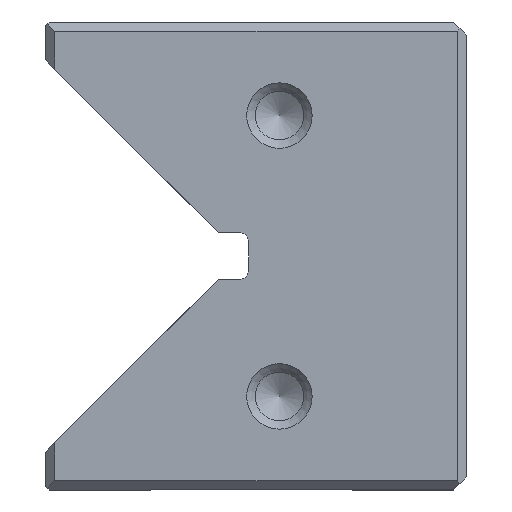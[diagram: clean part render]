
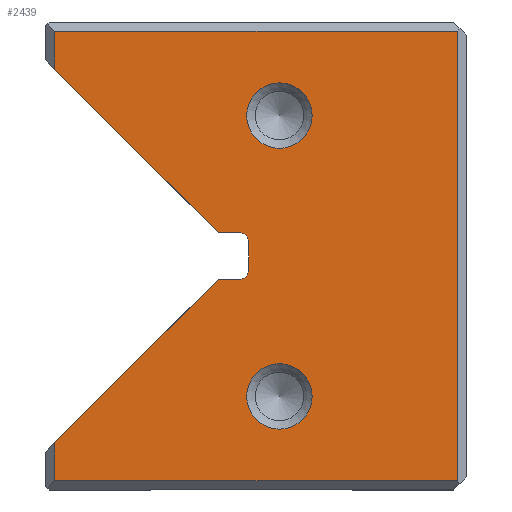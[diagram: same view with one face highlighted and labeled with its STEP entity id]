
A CAD part, left-side view. The second image highlights one B-rep face of the part: STEP entity #2439.
In plain terms, the highlighted planar face has unit normal (-1, 0, 0).
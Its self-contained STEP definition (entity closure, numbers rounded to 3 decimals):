
#2439=ADVANCED_FACE('',(#3252,#3253,#3254),#2783,.T.);
#2783=PLANE('',#8301);
#3011=CIRCLE('',#8297,3.5);
#3012=CIRCLE('',#8298,3.5);
#3013=CIRCLE('',#8299,1.);
#3014=CIRCLE('',#8300,1.);
#3252=FACE_BOUND('',#3362,.T.);
#3253=FACE_BOUND('',#3363,.T.);
#3254=FACE_BOUND('',#3364,.T.);
#3362=EDGE_LOOP('',(#3982));
#3363=EDGE_LOOP('',(#3983));
#3364=EDGE_LOOP('',(#3984,#3985,#3986,#3987,#3988,#3989,#3990,#3991,#3992,
#3993,#3994,#3995));
#3982=ORIENTED_EDGE('',*,*,#6332,.F.);
#3983=ORIENTED_EDGE('',*,*,#6333,.T.);
#3984=ORIENTED_EDGE('',*,*,#6334,.T.);
#3985=ORIENTED_EDGE('',*,*,#6335,.T.);
#3986=ORIENTED_EDGE('',*,*,#6336,.T.);
#3987=ORIENTED_EDGE('',*,*,#6337,.T.);
#3988=ORIENTED_EDGE('',*,*,#6338,.T.);
#3989=ORIENTED_EDGE('',*,*,#6339,.T.);
#3990=ORIENTED_EDGE('',*,*,#6340,.T.);
#3991=ORIENTED_EDGE('',*,*,#6341,.T.);
#3992=ORIENTED_EDGE('',*,*,#6342,.T.);
#3993=ORIENTED_EDGE('',*,*,#6343,.T.);
#3994=ORIENTED_EDGE('',*,*,#6344,.F.);
#3995=ORIENTED_EDGE('',*,*,#6345,.F.);
#5734=VERTEX_POINT('',#10544);
#5735=VERTEX_POINT('',#10546);
#5736=VERTEX_POINT('',#10548);
#5737=VERTEX_POINT('',#10549);
#5738=VERTEX_POINT('',#10551);
#5739=VERTEX_POINT('',#10553);
#5740=VERTEX_POINT('',#10555);
#5741=VERTEX_POINT('',#10557);
#5742=VERTEX_POINT('',#10559);
#5743=VERTEX_POINT('',#10561);
#5744=VERTEX_POINT('',#10563);
#5745=VERTEX_POINT('',#10565);
#5746=VERTEX_POINT('',#10567);
#5747=VERTEX_POINT('',#10569);
#6332=EDGE_CURVE('',#5734,#5734,#3011,.T.);
#6333=EDGE_CURVE('',#5735,#5735,#3012,.T.);
#6334=EDGE_CURVE('',#5736,#5737,#7129,.T.);
#6335=EDGE_CURVE('',#5737,#5738,#7130,.T.);
#6336=EDGE_CURVE('',#5738,#5739,#7131,.T.);
#6337=EDGE_CURVE('',#5739,#5740,#7132,.T.);
#6338=EDGE_CURVE('',#5740,#5741,#7133,.T.);
#6339=EDGE_CURVE('',#5741,#5742,#7134,.T.);
#6340=EDGE_CURVE('',#5742,#5743,#7135,.T.);
#6341=EDGE_CURVE('',#5743,#5744,#3013,.T.);
#6342=EDGE_CURVE('',#5744,#5745,#7136,.T.);
#6343=EDGE_CURVE('',#5745,#5746,#3014,.T.);
#6344=EDGE_CURVE('',#5747,#5746,#7137,.T.);
#6345=EDGE_CURVE('',#5736,#5747,#7138,.T.);
#7129=LINE('',#10547,#7791);
#7130=LINE('',#10550,#7792);
#7131=LINE('',#10552,#7793);
#7132=LINE('',#10554,#7794);
#7133=LINE('',#10556,#7795);
#7134=LINE('',#10558,#7796);
#7135=LINE('',#10560,#7797);
#7136=LINE('',#10564,#7798);
#7137=LINE('',#10568,#7799);
#7138=LINE('',#10570,#7800);
#7791=VECTOR('',#8760,1.);
#7792=VECTOR('',#8761,1.);
#7793=VECTOR('',#8762,1.);
#7794=VECTOR('',#8763,1.);
#7795=VECTOR('',#8764,1.);
#7796=VECTOR('',#8765,1.);
#7797=VECTOR('',#8766,1.);
#7798=VECTOR('',#8769,1.);
#7799=VECTOR('',#8772,1.);
#7800=VECTOR('',#8773,1.);
#8297=AXIS2_PLACEMENT_3D('',#10543,#8756,#8757);
#8298=AXIS2_PLACEMENT_3D('',#10545,#8758,#8759);
#8299=AXIS2_PLACEMENT_3D('',#10562,#8767,#8768);
#8300=AXIS2_PLACEMENT_3D('',#10566,#8770,#8771);
#8301=AXIS2_PLACEMENT_3D('',#10571,#8774,#8775);
#8756=DIRECTION('',(-1.,0.,0.));
#8757=DIRECTION('',(0.,0.,1.));
#8758=DIRECTION('',(1.,0.,0.));
#8759=DIRECTION('',(0.,0.,-1.));
#8760=DIRECTION('',(0.,0.,-1.));
#8761=DIRECTION('',(0.,-1.,0.));
#8762=DIRECTION('',(0.,0.,1.));
#8763=DIRECTION('',(0.,1.,0.));
#8764=DIRECTION('',(0.,0.,-1.));
#8765=DIRECTION('',(0.,-0.707,-0.707));
#8766=DIRECTION('',(0.,-1.,0.));
#8767=DIRECTION('',(1.,0.,0.));
#8768=DIRECTION('',(0.,0.,1.));
#8769=DIRECTION('',(0.,0.,-1.));
#8770=DIRECTION('',(1.,0.,0.));
#8771=DIRECTION('',(0.,0.,1.));
#8772=DIRECTION('',(0.,-1.,0.));
#8773=DIRECTION('',(0.,-0.707,0.707));
#8774=DIRECTION('',(-1.,0.,0.));
#8775=DIRECTION('',(0.,0.,-1.));
#10543=CARTESIAN_POINT('',(0.,20.,40.));
#10544=CARTESIAN_POINT('',(0.,20.,43.5));
#10545=CARTESIAN_POINT('',(0.,20.,10.));
#10546=CARTESIAN_POINT('',(0.,20.,6.5));
#10547=CARTESIAN_POINT('',(0.,44.,0.));
#10548=CARTESIAN_POINT('',(0.,44.,5.048));
#10549=CARTESIAN_POINT('',(0.,44.,1.));
#10550=CARTESIAN_POINT('',(0.,22.5,1.));
#10551=CARTESIAN_POINT('',(0.,1.,1.));
#10552=CARTESIAN_POINT('',(0.,1.,0.));
#10553=CARTESIAN_POINT('',(0.,1.,49.));
#10554=CARTESIAN_POINT('',(0.,22.5,49.));
#10555=CARTESIAN_POINT('',(0.,44.,49.));
#10556=CARTESIAN_POINT('',(0.,44.,0.));
#10557=CARTESIAN_POINT('',(0.,44.,44.952));
#10558=CARTESIAN_POINT('',(0.,45.,45.952));
#10559=CARTESIAN_POINT('',(0.,26.548,27.5));
#10560=CARTESIAN_POINT('',(0.,23.3,27.5));
#10561=CARTESIAN_POINT('',(0.,24.3,27.5));
#10562=CARTESIAN_POINT('',(0.,24.3,26.5));
#10563=CARTESIAN_POINT('',(0.,23.3,26.5));
#10564=CARTESIAN_POINT('',(0.,23.3,27.5));
#10565=CARTESIAN_POINT('',(0.,23.3,23.5));
#10566=CARTESIAN_POINT('',(0.,24.3,23.5));
#10567=CARTESIAN_POINT('',(0.,24.3,22.5));
#10568=CARTESIAN_POINT('',(0.,23.3,22.5));
#10569=CARTESIAN_POINT('',(0.,26.548,22.5));
#10570=CARTESIAN_POINT('',(0.,45.,4.048));
#10571=CARTESIAN_POINT('',(0.,22.5,0.));
